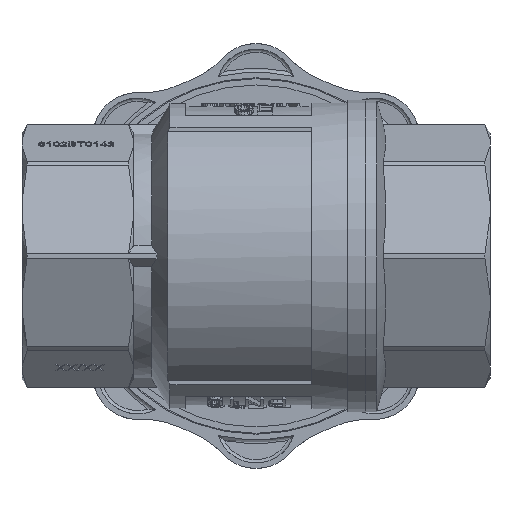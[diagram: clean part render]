
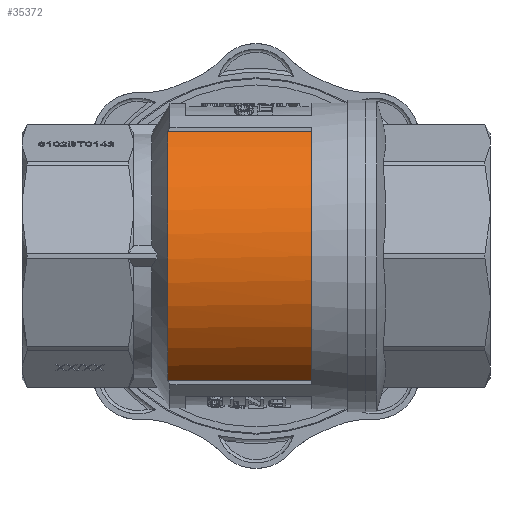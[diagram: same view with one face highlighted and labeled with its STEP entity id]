
A CAD part, front view. The second image highlights one B-rep face of the part: STEP entity #35372.
In plain terms, the highlighted cylindrical face has radius 41.5 mm (diameter 83 mm), a partial arc.
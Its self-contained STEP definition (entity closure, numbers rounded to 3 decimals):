
#1423=LINE('',#55071,#5020);
#1424=LINE('',#55075,#5021);
#5020=VECTOR('',#42092,1000.);
#5021=VECTOR('',#42095,1000.);
#8393=CYLINDRICAL_SURFACE('',#37715,41.5);
#10530=ORIENTED_EDGE('',*,*,#20344,.T.);
#10531=ORIENTED_EDGE('',*,*,#20345,.T.);
#10532=ORIENTED_EDGE('',*,*,#20346,.T.);
#10533=ORIENTED_EDGE('',*,*,#20347,.F.);
#20344=EDGE_CURVE('',#25405,#25406,#28717,.T.);
#20345=EDGE_CURVE('',#25406,#25407,#1423,.T.);
#20346=EDGE_CURVE('',#25407,#25408,#28718,.T.);
#20347=EDGE_CURVE('',#25405,#25408,#1424,.T.);
#25405=VERTEX_POINT('',#55069);
#25406=VERTEX_POINT('',#55070);
#25407=VERTEX_POINT('',#55072);
#25408=VERTEX_POINT('',#55074);
#28717=CIRCLE('',#37716,41.5);
#28718=CIRCLE('',#37717,41.5);
#29441=EDGE_LOOP('',(#10530,#10531,#10532,#10533));
#31648=FACE_BOUND('',#29441,.T.);
#35372=ADVANCED_FACE('',(#31648),#8393,.T.);
#37715=AXIS2_PLACEMENT_3D('',#55067,#42088,#42089);
#37716=AXIS2_PLACEMENT_3D('',#55068,#42090,#42091);
#37717=AXIS2_PLACEMENT_3D('',#55073,#42093,#42094);
#42088=DIRECTION('',(-1.,0.,0.));
#42089=DIRECTION('',(0.,1.,0.));
#42090=DIRECTION('',(-1.,0.,0.));
#42091=DIRECTION('',(0.,1.,0.));
#42092=DIRECTION('',(-1.,0.,0.));
#42093=DIRECTION('',(1.,0.,0.));
#42094=DIRECTION('',(0.,-1.,0.));
#42095=DIRECTION('',(-1.,0.,0.));
#55067=CARTESIAN_POINT('',(3.,0.,0.));
#55068=CARTESIAN_POINT('',(15.5,0.,0.));
#55069=CARTESIAN_POINT('',(15.5,-23.,-34.543));
#55070=CARTESIAN_POINT('',(15.5,-23.,34.543));
#55071=CARTESIAN_POINT('',(3.,-23.,34.543));
#55072=CARTESIAN_POINT('',(-24.5,-23.,34.543));
#55073=CARTESIAN_POINT('',(-24.5,0.,0.));
#55074=CARTESIAN_POINT('',(-24.5,-23.,-34.543));
#55075=CARTESIAN_POINT('',(3.,-23.,-34.543));
